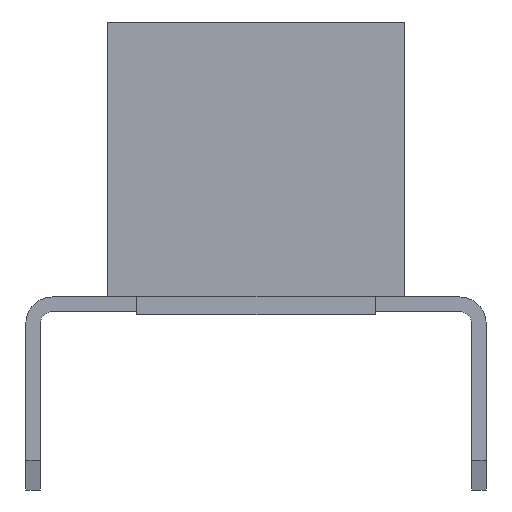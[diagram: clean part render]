
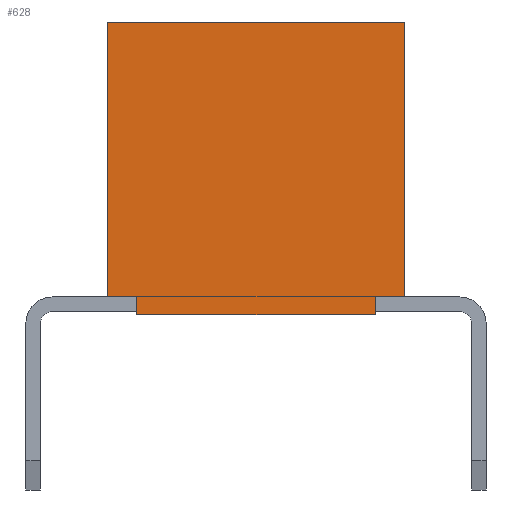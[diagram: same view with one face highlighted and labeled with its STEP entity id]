
A CAD part, left-side view. The second image highlights one B-rep face of the part: STEP entity #628.
In plain terms, the highlighted planar face has unit normal (-1, 0, 0).
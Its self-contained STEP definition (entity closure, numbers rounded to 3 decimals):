
#628=ADVANCED_FACE('',(#3032),#1908,.T.);
#1908=PLANE('',#25099);
#3032=FACE_OUTER_BOUND('',#4404,.T.);
#4404=EDGE_LOOP('',(#6720,#6721,#6722,#6723,#6724,#6725,#6726,#6727));
#6720=ORIENTED_EDGE('',*,*,#16019,.T.);
#6721=ORIENTED_EDGE('',*,*,#16017,.T.);
#6722=ORIENTED_EDGE('',*,*,#16051,.F.);
#6723=ORIENTED_EDGE('',*,*,#15525,.T.);
#6724=ORIENTED_EDGE('',*,*,#16052,.T.);
#6725=ORIENTED_EDGE('',*,*,#16053,.T.);
#6726=ORIENTED_EDGE('',*,*,#16054,.F.);
#6727=ORIENTED_EDGE('',*,*,#15521,.T.);
#13273=VERTEX_POINT('',#34135);
#13274=VERTEX_POINT('',#34137);
#13277=VERTEX_POINT('',#34143);
#13278=VERTEX_POINT('',#34145);
#13767=VERTEX_POINT('',#35124);
#13769=VERTEX_POINT('',#35128);
#13770=VERTEX_POINT('',#35167);
#13771=VERTEX_POINT('',#35169);
#15521=EDGE_CURVE('',#13274,#13273,#19079,.T.);
#15525=EDGE_CURVE('',#13278,#13277,#19083,.T.);
#16017=EDGE_CURVE('',#13767,#13769,#19575,.T.);
#16019=EDGE_CURVE('',#13273,#13767,#19577,.T.);
#16051=EDGE_CURVE('',#13278,#13769,#19609,.T.);
#16052=EDGE_CURVE('',#13277,#13770,#19610,.T.);
#16053=EDGE_CURVE('',#13770,#13771,#19611,.T.);
#16054=EDGE_CURVE('',#13274,#13771,#19612,.T.);
#19079=LINE('',#34136,#22325);
#19083=LINE('',#34144,#22329);
#19575=LINE('',#35129,#22821);
#19577=LINE('',#35132,#22823);
#19609=LINE('',#35165,#22855);
#19610=LINE('',#35166,#22856);
#19611=LINE('',#35168,#22857);
#19612=LINE('',#35170,#22858);
#22325=VECTOR('',#27228,1.);
#22329=VECTOR('',#27232,1.);
#22821=VECTOR('',#27726,1.);
#22823=VECTOR('',#27730,1.);
#22855=VECTOR('',#27764,1.);
#22856=VECTOR('',#27765,1.);
#22857=VECTOR('',#27766,1.);
#22858=VECTOR('',#27767,1.);
#25099=AXIS2_PLACEMENT_3D('',#35171,#27768,#27769);
#27228=DIRECTION('',(0.,-1.,0.));
#27232=DIRECTION('',(0.,-1.,0.));
#27726=DIRECTION('',(0.,1.,0.));
#27730=DIRECTION('',(0.,0.,1.));
#27764=DIRECTION('',(0.,0.,1.));
#27765=DIRECTION('',(0.,0.,-1.));
#27766=DIRECTION('',(0.,-1.,0.));
#27767=DIRECTION('',(0.,0.,-1.));
#27768=DIRECTION('',(-1.,0.,0.));
#27769=DIRECTION('',(0.,0.,1.));
#34135=CARTESIAN_POINT('',(0.,0.,0.));
#34136=CARTESIAN_POINT('',(0.,2.54,0.));
#34137=CARTESIAN_POINT('',(0.,0.5,0.));
#34143=CARTESIAN_POINT('',(0.,4.58,0.));
#34144=CARTESIAN_POINT('',(0.,2.54,0.));
#34145=CARTESIAN_POINT('',(0.,5.08,0.));
#35124=CARTESIAN_POINT('',(0.,0.,4.7));
#35128=CARTESIAN_POINT('',(0.,5.08,4.7));
#35129=CARTESIAN_POINT('',(0.,2.54,4.7));
#35132=CARTESIAN_POINT('',(0.,0.,0.));
#35165=CARTESIAN_POINT('',(0.,5.08,0.));
#35166=CARTESIAN_POINT('',(0.,4.58,-0.3));
#35167=CARTESIAN_POINT('',(0.,4.58,-0.3));
#35168=CARTESIAN_POINT('',(0.,4.58,-0.3));
#35169=CARTESIAN_POINT('',(0.,0.5,-0.3));
#35170=CARTESIAN_POINT('',(0.,0.5,-0.3));
#35171=CARTESIAN_POINT('',(0.,2.54,0.));
